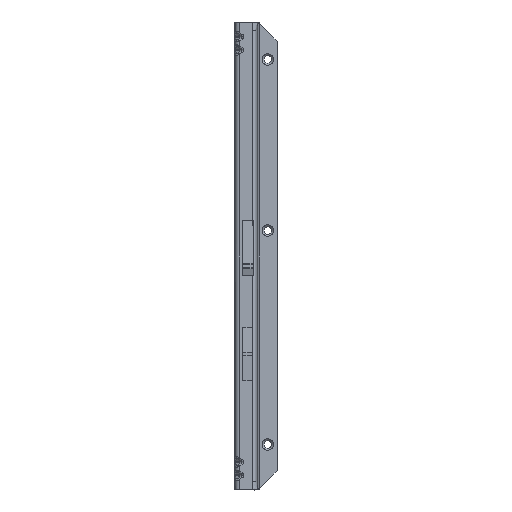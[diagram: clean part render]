
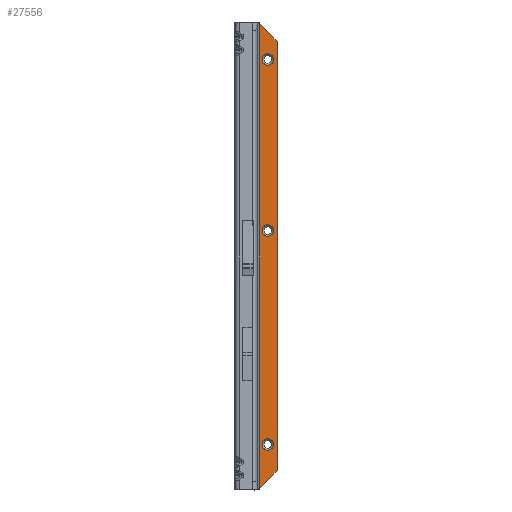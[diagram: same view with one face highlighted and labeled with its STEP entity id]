
A CAD part, front view. The second image highlights one B-rep face of the part: STEP entity #27556.
In plain terms, the highlighted planar face has unit normal (0, -1, 0).
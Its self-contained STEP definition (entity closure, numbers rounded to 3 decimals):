
#701 = DIRECTION ( 'NONE',  ( 0., 1., 0. ) ) ;
#998 = VERTEX_POINT ( 'NONE', #40381 ) ;
#3789 = LINE ( 'NONE', #29667, #24822 ) ;
#3934 = EDGE_CURVE ( 'NONE', #8340, #34071, #46095, .T. ) ;
#3984 = DIRECTION ( 'NONE',  ( -1., 0., 0. ) ) ;
#3985 = VECTOR ( 'NONE', #43435, 1000. ) ;
#4904 = ORIENTED_EDGE ( 'NONE', *, *, #33547, .T. ) ;
#7105 = VERTEX_POINT ( 'NONE', #32985 ) ;
#7737 = VECTOR ( 'NONE', #46014, 1000. ) ;
#8340 = VERTEX_POINT ( 'NONE', #40905 ) ;
#8808 = CARTESIAN_POINT ( 'NONE',  ( 6.5, -1.5, -320.25 ) ) ;
#8892 = VECTOR ( 'NONE', #40069, 1000. ) ;
#9098 = EDGE_CURVE ( 'NONE', #33512, #14837, #23433, .T. ) ;
#9198 = EDGE_CURVE ( 'NONE', #34071, #8340, #44155, .T. ) ;
#9741 = CARTESIAN_POINT ( 'NONE',  ( 0.5, -1.5, -350. ) ) ;
#10344 = DIRECTION ( 'NONE',  ( 0., 1., 0. ) ) ;
#11413 = CARTESIAN_POINT ( 'NONE',  ( 6.5, -1.5, -28. ) ) ;
#11729 = ORIENTED_EDGE ( 'NONE', *, *, #9098, .T. ) ;
#12628 = EDGE_LOOP ( 'NONE', ( #22414, #20707 ) ) ;
#12743 = CARTESIAN_POINT ( 'NONE',  ( 0., -1.5, -350. ) ) ;
#13097 = CARTESIAN_POINT ( 'NONE',  ( 13.5, -1.5, 0. ) ) ;
#13915 = ORIENTED_EDGE ( 'NONE', *, *, #15061, .T. ) ;
#14313 = EDGE_CURVE ( 'NONE', #998, #26246, #28076, .T. ) ;
#14837 = VERTEX_POINT ( 'NONE', #42821 ) ;
#15061 = EDGE_CURVE ( 'NONE', #16347, #7105, #21167, .T. ) ;
#15331 = ORIENTED_EDGE ( 'NONE', *, *, #46289, .F. ) ;
#15543 = DIRECTION ( 'NONE',  ( 0., 1., 0. ) ) ;
#16336 = ORIENTED_EDGE ( 'NONE', *, *, #9198, .T. ) ;
#16347 = VERTEX_POINT ( 'NONE', #24450 ) ;
#16356 = PLANE ( 'NONE',  #19879 ) ;
#17184 = CIRCLE ( 'NONE', #40483, 4.25 ) ;
#18688 = VERTEX_POINT ( 'NONE', #40441 ) ;
#18709 = CARTESIAN_POINT ( 'NONE',  ( 6.5, -1.5, -316. ) ) ;
#19339 = AXIS2_PLACEMENT_3D ( 'NONE', #33590, #22162, #29687 ) ;
#19879 = AXIS2_PLACEMENT_3D ( 'NONE', #12743, #39213, #24613 ) ;
#20707 = ORIENTED_EDGE ( 'NONE', *, *, #22137, .T. ) ;
#21167 = CIRCLE ( 'NONE', #33599, 4.25 ) ;
#22137 = EDGE_CURVE ( 'NONE', #26246, #998, #23170, .T. ) ;
#22162 = DIRECTION ( 'NONE',  ( 0., 1., 0. ) ) ;
#22414 = ORIENTED_EDGE ( 'NONE', *, *, #14313, .T. ) ;
#23170 = CIRCLE ( 'NONE', #27039, 4.25 ) ;
#23433 = LINE ( 'NONE', #38036, #7737 ) ;
#23917 = EDGE_CURVE ( 'NONE', #26132, #33512, #28574, .T. ) ;
#24450 = CARTESIAN_POINT ( 'NONE',  ( 6.5, -1.5, -151.75 ) ) ;
#24613 = DIRECTION ( 'NONE',  ( -1., 0., 0. ) ) ;
#24822 = VECTOR ( 'NONE', #40408, 1000. ) ;
#25739 = DIRECTION ( 'NONE',  ( -1., 0., 0. ) ) ;
#26132 = VERTEX_POINT ( 'NONE', #40886 ) ;
#26215 = DIRECTION ( 'NONE',  ( 0., 1., 0. ) ) ;
#26246 = VERTEX_POINT ( 'NONE', #8808 ) ;
#26540 = AXIS2_PLACEMENT_3D ( 'NONE', #18709, #26215, #3984 ) ;
#27039 = AXIS2_PLACEMENT_3D ( 'NONE', #31479, #10344, #46307 ) ;
#27556 = ADVANCED_FACE ( 'NONE', ( #46480, #28004, #43101, #34187 ), #16356, .F. ) ;
#28004 = FACE_BOUND ( 'NONE', #30208, .T. ) ;
#28076 = CIRCLE ( 'NONE', #26540, 4.25 ) ;
#28574 = LINE ( 'NONE', #13097, #3985 ) ;
#28852 = LINE ( 'NONE', #9741, #8892 ) ;
#29215 = CARTESIAN_POINT ( 'NONE',  ( 6.5, -1.5, -156. ) ) ;
#29667 = CARTESIAN_POINT ( 'NONE',  ( 0.121, -1.5, -349.121 ) ) ;
#29687 = DIRECTION ( 'NONE',  ( -1., 0., 0. ) ) ;
#30208 = EDGE_LOOP ( 'NONE', ( #13915, #4904 ) ) ;
#30832 = EDGE_LOOP ( 'NONE', ( #11729, #15331, #47169, #36657 ) ) ;
#31479 = CARTESIAN_POINT ( 'NONE',  ( 6.5, -1.5, -316. ) ) ;
#32034 = CARTESIAN_POINT ( 'NONE',  ( 6.5, -1.5, -156. ) ) ;
#32889 = DIRECTION ( 'NONE',  ( -1., 0., 0. ) ) ;
#32985 = CARTESIAN_POINT ( 'NONE',  ( 6.5, -1.5, -160.25 ) ) ;
#33320 = ORIENTED_EDGE ( 'NONE', *, *, #3934, .T. ) ;
#33512 = VERTEX_POINT ( 'NONE', #40923 ) ;
#33547 = EDGE_CURVE ( 'NONE', #7105, #16347, #17184, .T. ) ;
#33590 = CARTESIAN_POINT ( 'NONE',  ( 6.5, -1.5, -28. ) ) ;
#33599 = AXIS2_PLACEMENT_3D ( 'NONE', #32034, #35687, #39808 ) ;
#34071 = VERTEX_POINT ( 'NONE', #43017 ) ;
#34187 = FACE_OUTER_BOUND ( 'NONE', #30832, .T. ) ;
#34452 = AXIS2_PLACEMENT_3D ( 'NONE', #11413, #15543, #25739 ) ;
#35687 = DIRECTION ( 'NONE',  ( 0., 1., 0. ) ) ;
#36657 = ORIENTED_EDGE ( 'NONE', *, *, #23917, .T. ) ;
#38036 = CARTESIAN_POINT ( 'NONE',  ( 0.121, -1.5, -0.879 ) ) ;
#38146 = EDGE_LOOP ( 'NONE', ( #33320, #16336 ) ) ;
#38339 = EDGE_CURVE ( 'NONE', #18688, #26132, #3789, .T. ) ;
#39213 = DIRECTION ( 'NONE',  ( 0., 1., 0. ) ) ;
#39808 = DIRECTION ( 'NONE',  ( -1., 0., 0. ) ) ;
#40069 = DIRECTION ( 'NONE',  ( 0., 0., 1. ) ) ;
#40381 = CARTESIAN_POINT ( 'NONE',  ( 6.5, -1.5, -311.75 ) ) ;
#40408 = DIRECTION ( 'NONE',  ( 0.707, 0., 0.707 ) ) ;
#40441 = CARTESIAN_POINT ( 'NONE',  ( 0.5, -1.5, -348.742 ) ) ;
#40483 = AXIS2_PLACEMENT_3D ( 'NONE', #29215, #701, #32889 ) ;
#40886 = CARTESIAN_POINT ( 'NONE',  ( 13.5, -1.5, -335.742 ) ) ;
#40905 = CARTESIAN_POINT ( 'NONE',  ( 6.5, -1.5, -23.75 ) ) ;
#40923 = CARTESIAN_POINT ( 'NONE',  ( 13.5, -1.5, -14.258 ) ) ;
#42821 = CARTESIAN_POINT ( 'NONE',  ( 0.5, -1.5, -1.258 ) ) ;
#43017 = CARTESIAN_POINT ( 'NONE',  ( 6.5, -1.5, -32.25 ) ) ;
#43101 = FACE_BOUND ( 'NONE', #38146, .T. ) ;
#43435 = DIRECTION ( 'NONE',  ( 0., 0., 1. ) ) ;
#44155 = CIRCLE ( 'NONE', #19339, 4.25 ) ;
#46014 = DIRECTION ( 'NONE',  ( -0.707, 0., 0.707 ) ) ;
#46095 = CIRCLE ( 'NONE', #34452, 4.25 ) ;
#46289 = EDGE_CURVE ( 'NONE', #18688, #14837, #28852, .T. ) ;
#46307 = DIRECTION ( 'NONE',  ( -1., 0., 0. ) ) ;
#46480 = FACE_BOUND ( 'NONE', #12628, .T. ) ;
#47169 = ORIENTED_EDGE ( 'NONE', *, *, #38339, .T. ) ;
